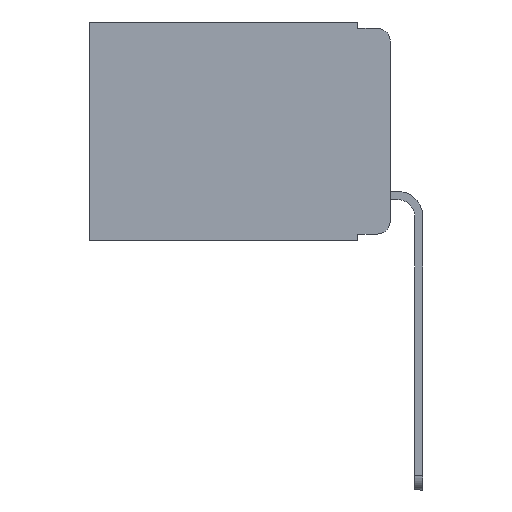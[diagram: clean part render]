
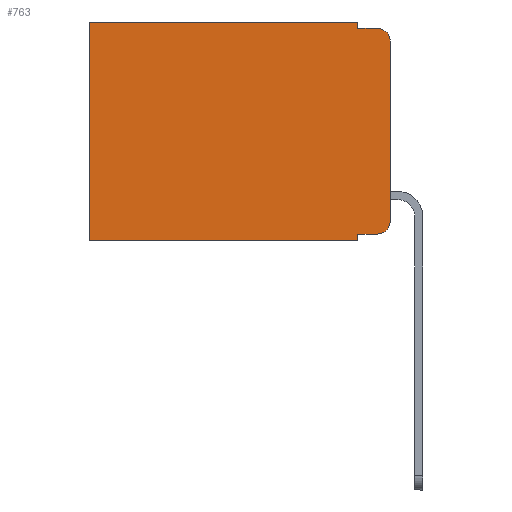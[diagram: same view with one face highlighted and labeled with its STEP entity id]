
A CAD part, left-side view. The second image highlights one B-rep face of the part: STEP entity #763.
In plain terms, the highlighted planar face has unit normal (-1, 0, 0).
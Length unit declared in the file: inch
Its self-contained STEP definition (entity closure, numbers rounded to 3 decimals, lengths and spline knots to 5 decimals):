
#6 = EDGE_CURVE ( 'NONE', #12146, #8192, #12168, .T. ) ;
#25 = LINE ( 'NONE', #7891, #1361 ) ;
#45 = VERTEX_POINT ( 'NONE', #9630 ) ;
#194 = CARTESIAN_POINT ( 'NONE',  ( 0.298, 0.02, -0.01 ) ) ;
#226 = AXIS2_PLACEMENT_3D ( 'NONE', #8482, #1896, #15350 ) ;
#543 = VECTOR ( 'NONE', #1459, 39.37008 ) ;
#672 = VECTOR ( 'NONE', #3345, 39.37008 ) ;
#677 = LINE ( 'NONE', #11077, #14978 ) ;
#763 = ADVANCED_FACE ( 'NONE', ( #13403 ), #16064, .F. ) ;
#1074 = EDGE_CURVE ( 'NONE', #2127, #12146, #25, .T. ) ;
#1138 = VERTEX_POINT ( 'NONE', #194 ) ;
#1361 = VECTOR ( 'NONE', #10246, 39.37008 ) ;
#1459 = DIRECTION ( 'NONE',  ( 0., 0., -1. ) ) ;
#1511 = CARTESIAN_POINT ( 'NONE',  ( 0.298, 0.051, -0.333 ) ) ;
#1674 = CARTESIAN_POINT ( 'NONE',  ( 0.298, 0.473, 0. ) ) ;
#1823 = DIRECTION ( 'NONE',  ( 0., 0., -1. ) ) ;
#1875 = ORIENTED_EDGE ( 'NONE', *, *, #9975, .T. ) ;
#1882 = EDGE_CURVE ( 'NONE', #15776, #8192, #677, .T. ) ;
#1896 = DIRECTION ( 'NONE',  ( -1., 0., 0. ) ) ;
#1979 = VERTEX_POINT ( 'NONE', #15668 ) ;
#2127 = VERTEX_POINT ( 'NONE', #1511 ) ;
#2448 = CARTESIAN_POINT ( 'NONE',  ( 0.298, 0.051, -0.343 ) ) ;
#2826 = VECTOR ( 'NONE', #7077, 39.37008 ) ;
#3345 = DIRECTION ( 'NONE',  ( 0., 1., 0. ) ) ;
#3505 = EDGE_CURVE ( 'NONE', #2127, #45, #12072, .T. ) ;
#3614 = CARTESIAN_POINT ( 'NONE',  ( 0.298, 0., 0. ) ) ;
#3926 = EDGE_CURVE ( 'NONE', #1979, #1138, #5791, .T. ) ;
#4201 = EDGE_LOOP ( 'NONE', ( #14834, #8895, #6970, #15796, #1875, #7239, #12827, #16465, #13420, #7437 ) ) ;
#4548 = DIRECTION ( 'NONE',  ( 0., 0., -1. ) ) ;
#4596 = CARTESIAN_POINT ( 'NONE',  ( 0.298, 0.051, -0.01 ) ) ;
#4810 = CIRCLE ( 'NONE', #226, 0.02 ) ;
#4887 = DIRECTION ( 'NONE',  ( 0., 0., -1. ) ) ;
#5658 = VECTOR ( 'NONE', #10139, 39.37008 ) ;
#5736 = VERTEX_POINT ( 'NONE', #16624 ) ;
#5791 = LINE ( 'NONE', #4596, #10275 ) ;
#5810 = EDGE_CURVE ( 'NONE', #45, #5736, #4810, .T. ) ;
#6247 = CARTESIAN_POINT ( 'NONE',  ( 0.298, 0.02, -0.03 ) ) ;
#6324 = DIRECTION ( 'NONE',  ( -1., 0., 0. ) ) ;
#6970 = ORIENTED_EDGE ( 'NONE', *, *, #3926, .F. ) ;
#7077 = DIRECTION ( 'NONE',  ( 0., -1., 0. ) ) ;
#7239 = ORIENTED_EDGE ( 'NONE', *, *, #1882, .T. ) ;
#7437 = ORIENTED_EDGE ( 'NONE', *, *, #5810, .T. ) ;
#7451 = CIRCLE ( 'NONE', #13397, 0.02 ) ;
#7483 = EDGE_CURVE ( 'NONE', #16581, #1979, #12022, .T. ) ;
#7891 = CARTESIAN_POINT ( 'NONE',  ( 0.298, 0.051, 0. ) ) ;
#8192 = VERTEX_POINT ( 'NONE', #14523 ) ;
#8482 = CARTESIAN_POINT ( 'NONE',  ( 0.298, 0.02, -0.313 ) ) ;
#8490 = CARTESIAN_POINT ( 'NONE',  ( 0.298, 0., 0. ) ) ;
#8603 = LINE ( 'NONE', #14895, #672 ) ;
#8895 = ORIENTED_EDGE ( 'NONE', *, *, #10912, .T. ) ;
#9368 = CARTESIAN_POINT ( 'NONE',  ( 0.298, 0.051, -0.333 ) ) ;
#9630 = CARTESIAN_POINT ( 'NONE',  ( 0.298, 0.02, -0.333 ) ) ;
#9808 = CARTESIAN_POINT ( 'NONE',  ( 0.298, 0., -0.343 ) ) ;
#9975 = EDGE_CURVE ( 'NONE', #16581, #15776, #8603, .T. ) ;
#10139 = DIRECTION ( 'NONE',  ( 0., 0., -1. ) ) ;
#10246 = DIRECTION ( 'NONE',  ( 0., 0., -1. ) ) ;
#10275 = VECTOR ( 'NONE', #13493, 39.37008 ) ;
#10379 = CARTESIAN_POINT ( 'NONE',  ( 0.298, 0., -0.03 ) ) ;
#10912 = EDGE_CURVE ( 'NONE', #11092, #1138, #7451, .T. ) ;
#11077 = CARTESIAN_POINT ( 'NONE',  ( 0.298, 0.473, 0. ) ) ;
#11092 = VERTEX_POINT ( 'NONE', #10379 ) ;
#11558 = AXIS2_PLACEMENT_3D ( 'NONE', #8490, #14776, #1823 ) ;
#12022 = LINE ( 'NONE', #13040, #543 ) ;
#12072 = LINE ( 'NONE', #9368, #2826 ) ;
#12146 = VERTEX_POINT ( 'NONE', #2448 ) ;
#12168 = LINE ( 'NONE', #9808, #15859 ) ;
#12827 = ORIENTED_EDGE ( 'NONE', *, *, #6, .F. ) ;
#13017 = LINE ( 'NONE', #3614, #5658 ) ;
#13040 = CARTESIAN_POINT ( 'NONE',  ( 0.298, 0.051, 0. ) ) ;
#13397 = AXIS2_PLACEMENT_3D ( 'NONE', #6247, #6324, #4887 ) ;
#13403 = FACE_OUTER_BOUND ( 'NONE', #4201, .T. ) ;
#13420 = ORIENTED_EDGE ( 'NONE', *, *, #3505, .T. ) ;
#13493 = DIRECTION ( 'NONE',  ( 0., -1., 0. ) ) ;
#13524 = DIRECTION ( 'NONE',  ( 0., 1., 0. ) ) ;
#14523 = CARTESIAN_POINT ( 'NONE',  ( 0.298, 0.473, -0.343 ) ) ;
#14776 = DIRECTION ( 'NONE',  ( 1., 0., 0. ) ) ;
#14834 = ORIENTED_EDGE ( 'NONE', *, *, #16506, .F. ) ;
#14895 = CARTESIAN_POINT ( 'NONE',  ( 0.298, 0., 0. ) ) ;
#14978 = VECTOR ( 'NONE', #4548, 39.37008 ) ;
#15350 = DIRECTION ( 'NONE',  ( 0., 0., -1. ) ) ;
#15506 = CARTESIAN_POINT ( 'NONE',  ( 0.298, 0.051, 0. ) ) ;
#15668 = CARTESIAN_POINT ( 'NONE',  ( 0.298, 0.051, -0.01 ) ) ;
#15776 = VERTEX_POINT ( 'NONE', #1674 ) ;
#15796 = ORIENTED_EDGE ( 'NONE', *, *, #7483, .F. ) ;
#15859 = VECTOR ( 'NONE', #13524, 39.37008 ) ;
#16064 = PLANE ( 'NONE',  #11558 ) ;
#16465 = ORIENTED_EDGE ( 'NONE', *, *, #1074, .F. ) ;
#16506 = EDGE_CURVE ( 'NONE', #11092, #5736, #13017, .T. ) ;
#16581 = VERTEX_POINT ( 'NONE', #15506 ) ;
#16624 = CARTESIAN_POINT ( 'NONE',  ( 0.298, 0., -0.313 ) ) ;
